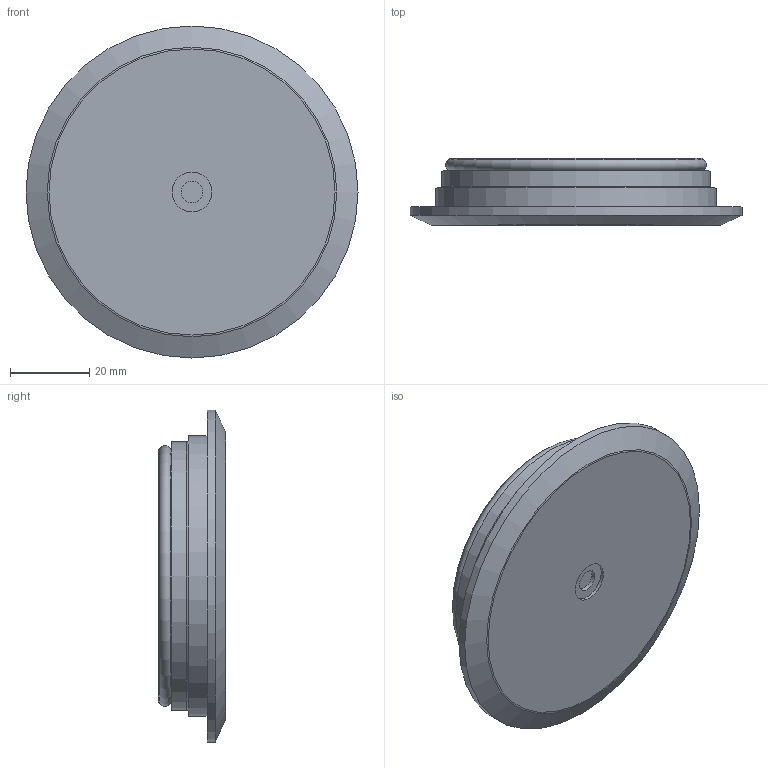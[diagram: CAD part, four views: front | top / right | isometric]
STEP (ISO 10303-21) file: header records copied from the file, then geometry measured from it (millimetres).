
FILE_DESCRIPTION(/* description */ (''),/* implementation_level */ '2;1');
FILE_NAME(/* name */ '31341W.stp',/* time_stamp */ '2018-02-05T13:31:58+01:00',/* author */ ('acgl'),/* organization */ (''),/* preprocessor_version */ 'ST-DEVELOPER v15.6',/* originating_system */ 'Autodesk Inventor 2015',/* authorisation */ '');
FILE_SCHEMA (('AUTOMOTIVE_DESIGN { 1 0 10303 214 3 1 1 }'));
Length unit declared in the file: centimetre
Products named in the file (1): 31341W
Bounding box: 84 x 17 x 84 mm (x, y, z)
Volume: 69452.9 mm3; surface area: 14674.3 mm2
Topology: 1 solids, 1 shells, 20 faces, 34 edges, 21 vertices
Faces by surface type: plane 7, torus 6, cylinder 6, cone 1
Full cylindrical faces by diameter (mm): 5.5 x1, 10.1 x1, 64 x1, 68 x1, 71 x1, 84 x1
Entity records: 452 total; most frequent: DIRECTION 80, CARTESIAN_POINT 59, AXIS2_PLACEMENT_3D 40, EDGE_LOOP 38, ORIENTED_EDGE 38, STYLED_ITEM 21, FACE_OUTER_BOUND 20, ADVANCED_FACE 20
